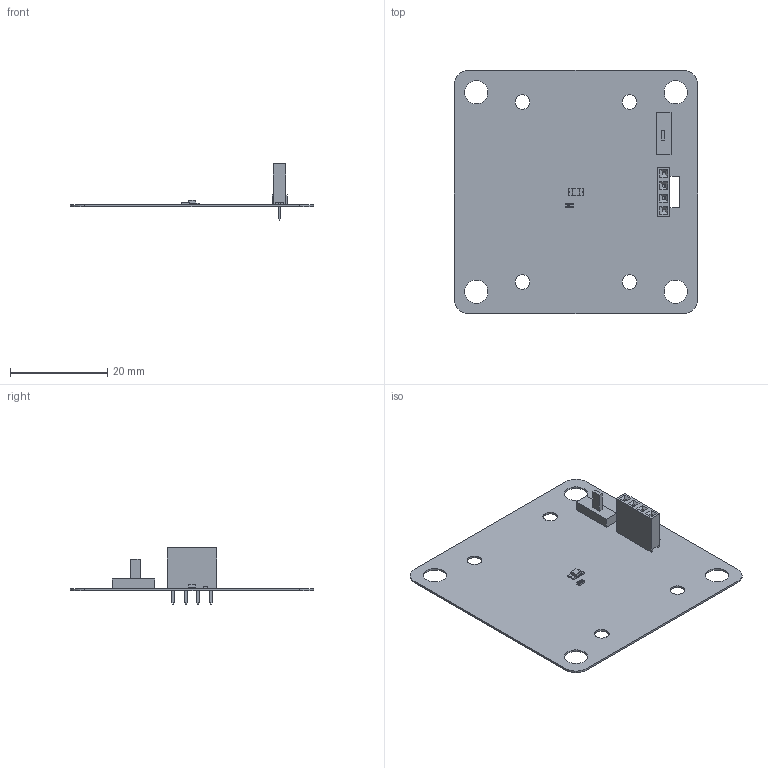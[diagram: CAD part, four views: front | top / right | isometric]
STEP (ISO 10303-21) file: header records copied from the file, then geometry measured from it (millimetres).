
FILE_DESCRIPTION(('Open CASCADE Model'),'2;1');
FILE_NAME('Open CASCADE Shape Model','2020-05-01T11:20:08',('Author'),(=======FILE_NAME('Open CASCADE Shape Model','2020-04-30T20:52:55',('Author'),(>>>>>>> 70ca80c16e2a4c7800a53af1b109e1ecfbf29260 'Open CASCADE'),'Open CASCADE STEP processor 6.8','Open CASCADE 6.8' ,'Unknown');
FILE_SCHEMA(('AUTOMOTIVE_DESIGN { 1 0 10303 214 1 1 1 1 }'));
Length unit declared in the file: millimetre
Products named in the file (25): PCB; Board; D1; 1198424672; Extruded; 1198424808; R1; 0603_resistor; J1; PBS-04; LED_1206_Lens_BLUE; LED_1206_Base_BLUE; S1; 6167346048; 6167345856
Assembly tree (26 placements, depth 4):
  PCB
    Board  x2
    D1  x2
      1198424672
        Extruded
      1198424808
        Extruded
      LED_1206_Lens_BLUE
      LED_1206_Base_BLUE
    R1
      0603_resistor
    J1
      PBS-04
    J1
      PBS-04
    R1
      0603_resistor
    D1
      LED_1206_Lens_BLUE
      LED_1206_Base_BLUE
    S1
      6167346048
        Extruded
      6167345856
        Extruded
Bounding box: 50 x 50 x 11.6 mm (x, y, z)
Volume: 1168.6 mm3; surface area: 5636.8 mm2
Topology: 9 solids, 9 shells, 258 faces, 752 edges, 508 vertices
Faces by surface type: plane 218, cylinder 36, sphere 4
Full cylindrical faces by diameter (mm): 0.9 x2, 1.1 x4, 3 x4, 4.8 x4
Entity records: 18104 total; most frequent: CARTESIAN_POINT 3314, ORIENTED_EDGE 2836, DIRECTION 2500, EDGE_CURVE 1418, LINE 1270, VECTOR 1264, VERTEX_POINT 967, AXIS2_PLACEMENT_3D 617
